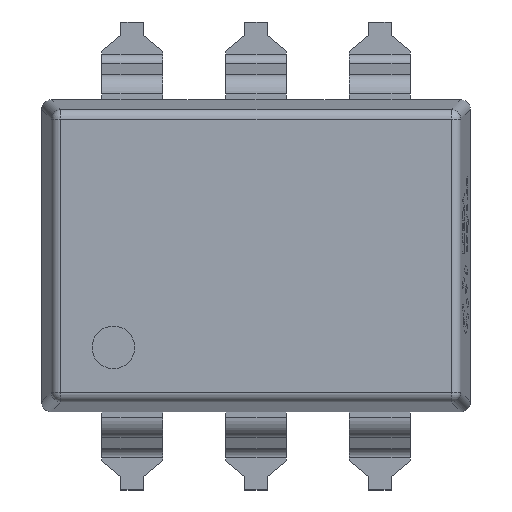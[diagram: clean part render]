
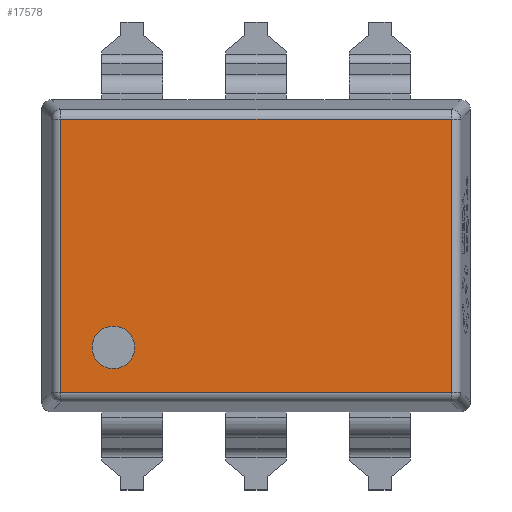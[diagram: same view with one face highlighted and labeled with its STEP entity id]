
A CAD part, top view. The second image highlights one B-rep face of the part: STEP entity #17578.
In plain terms, the highlighted planar face has unit normal (0, 0, 1).
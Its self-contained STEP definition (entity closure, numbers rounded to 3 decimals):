
#410 = EDGE_CURVE ( 'NONE', #12838, #2059, #13419, .T. ) ;
#813 = PLANE ( 'NONE',  #4523 ) ;
#922 = CARTESIAN_POINT ( 'NONE',  ( 4.001, -2.801, 3.6 ) ) ;
#1082 = FACE_BOUND ( 'NONE', #16287, .T. ) ;
#1502 = ORIENTED_EDGE ( 'NONE', *, *, #6490, .T. ) ;
#2059 = VERTEX_POINT ( 'NONE', #6073 ) ;
#2107 = VERTEX_POINT ( 'NONE', #922 ) ;
#2367 = FACE_OUTER_BOUND ( 'NONE', #4909, .T. ) ;
#3089 = DIRECTION ( 'NONE',  ( 0., 0., 1. ) ) ;
#3331 = VERTEX_POINT ( 'NONE', #17468 ) ;
#3801 = ORIENTED_EDGE ( 'NONE', *, *, #8552, .T. ) ;
#3832 = EDGE_CURVE ( 'NONE', #2059, #12838, #6766, .T. ) ;
#4523 = AXIS2_PLACEMENT_3D ( 'NONE', #17721, #10610, #9106 ) ;
#4667 = CARTESIAN_POINT ( 'NONE',  ( 4.001, 0., 3.6 ) ) ;
#4909 = EDGE_LOOP ( 'NONE', ( #3801, #15635, #5121, #1502 ) ) ;
#5121 = ORIENTED_EDGE ( 'NONE', *, *, #9100, .T. ) ;
#5619 = AXIS2_PLACEMENT_3D ( 'NONE', #16797, #3089, #14415 ) ;
#6073 = CARTESIAN_POINT ( 'NONE',  ( -2.489, -1.881, 3.6 ) ) ;
#6490 = EDGE_CURVE ( 'NONE', #3331, #2107, #11728, .T. ) ;
#6766 = CIRCLE ( 'NONE', #5619, 0.436 ) ;
#7050 = VECTOR ( 'NONE', #14246, 1000. ) ;
#7576 = LINE ( 'NONE', #4667, #7050 ) ;
#7736 = DIRECTION ( 'NONE',  ( 0., 0., 1. ) ) ;
#8552 = EDGE_CURVE ( 'NONE', #2107, #16244, #7576, .T. ) ;
#8595 = DIRECTION ( 'NONE',  ( -1., 0., 0. ) ) ;
#9100 = EDGE_CURVE ( 'NONE', #14607, #3331, #10766, .T. ) ;
#9106 = DIRECTION ( 'NONE',  ( 1., 0., 0. ) ) ;
#9252 = ORIENTED_EDGE ( 'NONE', *, *, #3832, .F. ) ;
#9378 = DIRECTION ( 'NONE',  ( 1., 0., 0. ) ) ;
#10180 = VECTOR ( 'NONE', #8595, 1000. ) ;
#10610 = DIRECTION ( 'NONE',  ( 0., 0., 1. ) ) ;
#10718 = CARTESIAN_POINT ( 'NONE',  ( 0., -2.801, 3.6 ) ) ;
#10766 = LINE ( 'NONE', #15021, #14249 ) ;
#11585 = VECTOR ( 'NONE', #9378, 1000. ) ;
#11728 = LINE ( 'NONE', #10718, #11585 ) ;
#12036 = CARTESIAN_POINT ( 'NONE',  ( -2.925, -1.881, 3.6 ) ) ;
#12838 = VERTEX_POINT ( 'NONE', #16495 ) ;
#12909 = CARTESIAN_POINT ( 'NONE',  ( 0., 2.801, 3.6 ) ) ;
#13419 = CIRCLE ( 'NONE', #15136, 0.436 ) ;
#14246 = DIRECTION ( 'NONE',  ( 0., 1., 0. ) ) ;
#14249 = VECTOR ( 'NONE', #16302, 1000. ) ;
#14322 = CARTESIAN_POINT ( 'NONE',  ( -4.001, 2.801, 3.6 ) ) ;
#14415 = DIRECTION ( 'NONE',  ( 1., 0., 0. ) ) ;
#14447 = LINE ( 'NONE', #12909, #10180 ) ;
#14607 = VERTEX_POINT ( 'NONE', #14322 ) ;
#14826 = ORIENTED_EDGE ( 'NONE', *, *, #410, .F. ) ;
#15021 = CARTESIAN_POINT ( 'NONE',  ( -4.001, 0., 3.6 ) ) ;
#15136 = AXIS2_PLACEMENT_3D ( 'NONE', #12036, #7736, #15938 ) ;
#15275 = EDGE_CURVE ( 'NONE', #16244, #14607, #14447, .T. ) ;
#15635 = ORIENTED_EDGE ( 'NONE', *, *, #15275, .T. ) ;
#15938 = DIRECTION ( 'NONE',  ( 1., 0., 0. ) ) ;
#15969 = CARTESIAN_POINT ( 'NONE',  ( 4.001, 2.801, 3.6 ) ) ;
#16244 = VERTEX_POINT ( 'NONE', #15969 ) ;
#16287 = EDGE_LOOP ( 'NONE', ( #9252, #14826 ) ) ;
#16302 = DIRECTION ( 'NONE',  ( 0., -1., 0. ) ) ;
#16495 = CARTESIAN_POINT ( 'NONE',  ( -3.361, -1.881, 3.6 ) ) ;
#16797 = CARTESIAN_POINT ( 'NONE',  ( -2.925, -1.881, 3.6 ) ) ;
#17468 = CARTESIAN_POINT ( 'NONE',  ( -4.001, -2.801, 3.6 ) ) ;
#17578 = ADVANCED_FACE ( 'NONE', ( #1082, #2367 ), #813, .T. ) ;
#17721 = CARTESIAN_POINT ( 'NONE',  ( 0., 0., 3.6 ) ) ;
